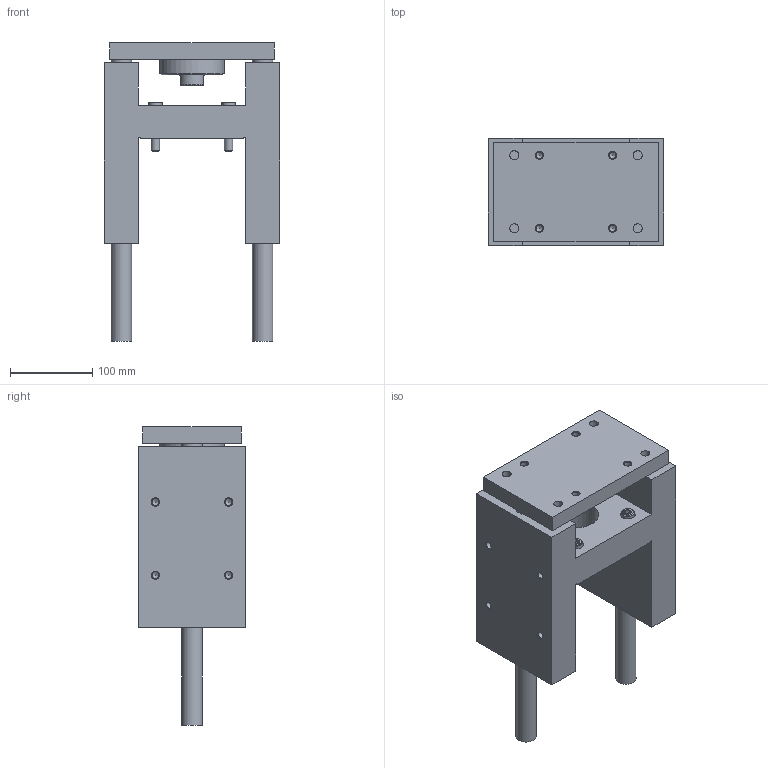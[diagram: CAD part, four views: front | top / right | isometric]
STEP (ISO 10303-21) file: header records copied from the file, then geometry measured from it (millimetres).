
FILE_DESCRIPTION(/* description */ ('STEP AP214'),/* implementation_level */ '2;1');
FILE_NAME(/* name */ '34530_FENG-100-100-KF',/* time_stamp */ '2024-08-26T08:46:25+02:00',/* author */ ('License CC BY-ND 4.0'),/* organization */ ('CADENAS'),/* preprocessor_version */ 'ST-DEVELOPER v19.3',/* originating_system */ 'PARTsolutions',/* authorisation */ ' ');
FILE_SCHEMA (('AUTOMOTIVE_DESIGN {1 0 10303 214 3 1 1}'));
Length unit declared in the file: millimetre
Products named in the file (4): 34530 FENG-100-100-KF---(asm_0); 34530 FENG-100-KF---(GK); 34530 FENG-100-100-KF---(JS); DIN-912 - M10x50(F)
Assembly tree (6 placements, depth 2):
  34530 FENG-100-100-KF---(asm_0)
    34530 FENG-100-KF---(GK)
    34530 FENG-100-100-KF---(JS)
    DIN-912 - M10x50(F)  x4
Bounding box: 213 x 130 x 363 mm (x, y, z)
Volume: 3590546.5 mm3; surface area: 390487.4 mm2
Topology: 6 solids, 6 shells, 227 faces, 482 edges, 284 vertices
Faces by surface type: plane 97, cone 80, cylinder 50
Full cylindrical faces by diameter (mm): 8.376 x16, 10 x4, 11 x8, 16 x4, 18 x8, 18.376 x1, 25 x4, 30 x1, 55 x1, 78 x1
Entity records: 3609 total; most frequent: DIRECTION 638, CARTESIAN_POINT 595, ORIENTED_EDGE 434, FACE_BOUND 281, AXIS2_PLACEMENT_3D 281, EDGE_LOOP 268, EDGE_CURVE 217, VERTEX_POINT 188
